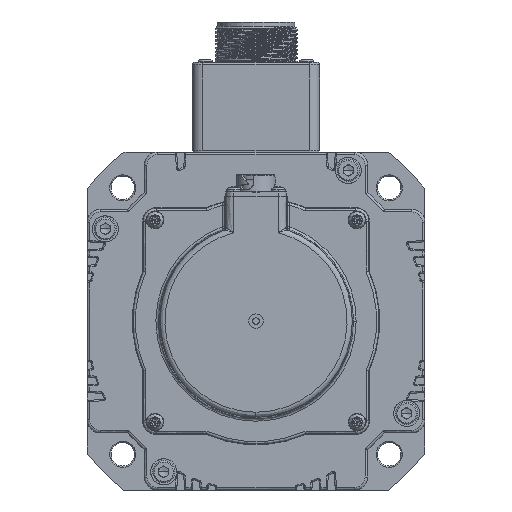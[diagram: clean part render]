
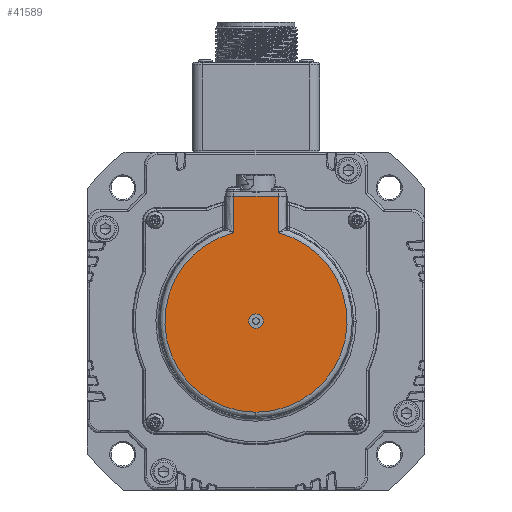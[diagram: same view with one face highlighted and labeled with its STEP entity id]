
A CAD part, front view. The second image highlights one B-rep face of the part: STEP entity #41589.
In plain terms, the highlighted planar face has unit normal (0, -1, 0).
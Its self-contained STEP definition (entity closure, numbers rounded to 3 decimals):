
#40530=CARTESIAN_POINT('',(8.617,-53.5,-31.02));
#40531=VERTEX_POINT('',#40530);
#40609=CARTESIAN_POINT('',(0.,-53.5,-100.056));
#40610=VERTEX_POINT('',#40609);
#40611=CARTESIAN_POINT('',(0.,-53.5,-65.));
#40612=DIRECTION('',(0.246,0.,0.969));
#40613=DIRECTION('',(0.,1.,0.));
#40614=AXIS2_PLACEMENT_3D('',#40611,#40613,#40612);
#40615=CIRCLE('',#40614,35.056);
#40616=EDGE_CURVE('',#40531,#40610,#40615,.T.);
#40684=CARTESIAN_POINT('',(-8.617,-53.5,-31.02));
#40685=VERTEX_POINT('',#40684);
#40686=CARTESIAN_POINT('',(0.,-53.5,-65.));
#40687=DIRECTION('',(0.,0.,-1.));
#40688=DIRECTION('',(0.,1.,-0.));
#40689=AXIS2_PLACEMENT_3D('',#40686,#40688,#40687);
#40690=CIRCLE('',#40689,35.056);
#40691=EDGE_CURVE('',#40610,#40685,#40690,.T.);
#40724=CARTESIAN_POINT('',(0.,-53.5,-62.25));
#40725=VERTEX_POINT('',#40724);
#40732=CARTESIAN_POINT('',(0.,-53.5,-65.));
#40733=DIRECTION('',(0.,0.,1.));
#40734=DIRECTION('',(0.,-1.,0.));
#40735=AXIS2_PLACEMENT_3D('',#40732,#40734,#40733);
#40736=CIRCLE('',#40735,2.75);
#40737=EDGE_CURVE('',#40725,#40725,#40736,.T.);
#41534=CARTESIAN_POINT('',(8.617,-53.5,-17.));
#41535=VERTEX_POINT('',#41534);
#41536=CARTESIAN_POINT('',(8.617,-53.5,-17.));
#41537=DIRECTION('',(0.,0.,-1.));
#41538=VECTOR('',#41537,14.02);
#41539=LINE('',#41536,#41538);
#41540=EDGE_CURVE('',#41535,#40531,#41539,.T.);
#41562=CARTESIAN_POINT('',(0.,-53.5,-65.));
#41563=DIRECTION('',(0.,0.,-1.));
#41564=DIRECTION('',(0.,-1.,0.));
#41565=AXIS2_PLACEMENT_3D('',#41562,#41564,#41563);
#41566=PLANE('',#41565);
#41567=ORIENTED_EDGE('',*,*,#40691,.F.);
#41568=ORIENTED_EDGE('',*,*,#40616,.F.);
#41569=ORIENTED_EDGE('',*,*,#41540,.F.);
#41570=CARTESIAN_POINT('',(-8.617,-53.5,-17.));
#41571=VERTEX_POINT('',#41570);
#41572=CARTESIAN_POINT('',(8.617,-53.5,-17.));
#41573=DIRECTION('',(-1.,0.,0.));
#41574=VECTOR('',#41573,17.234);
#41575=LINE('',#41572,#41574);
#41576=EDGE_CURVE('',#41535,#41571,#41575,.T.);
#41577=ORIENTED_EDGE('',*,*,#41576,.T.);
#41578=CARTESIAN_POINT('',(-8.617,-53.5,-17.));
#41579=DIRECTION('',(0.,0.,-1.));
#41580=VECTOR('',#41579,14.02);
#41581=LINE('',#41578,#41580);
#41582=EDGE_CURVE('',#41571,#40685,#41581,.T.);
#41583=ORIENTED_EDGE('',*,*,#41582,.T.);
#41584=EDGE_LOOP('',(#41567,#41568,#41569,#41577,#41583));
#41585=FACE_OUTER_BOUND('',#41584,.T.);
#41586=ORIENTED_EDGE('',*,*,#40737,.F.);
#41587=EDGE_LOOP('',(#41586));
#41588=FACE_BOUND('',#41587,.T.);
#41589=ADVANCED_FACE('',(#41585,#41588),#41566,.T.);
